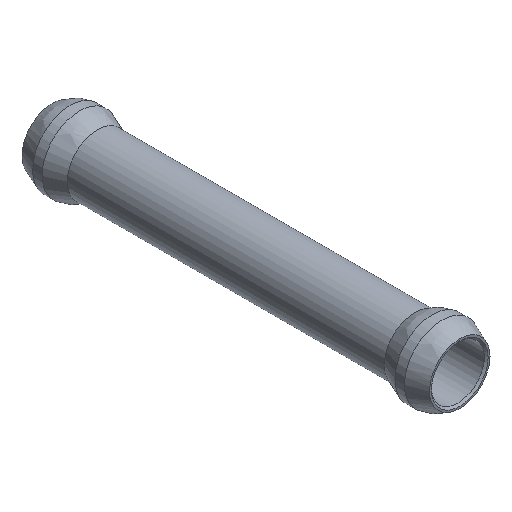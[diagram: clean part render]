
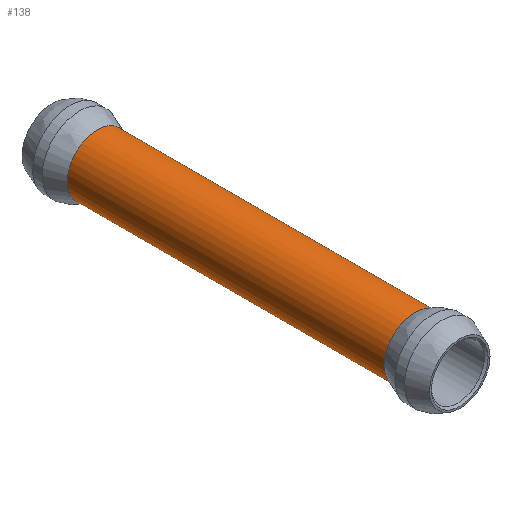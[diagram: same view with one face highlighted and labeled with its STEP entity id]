
A CAD part, isometric view. The second image highlights one B-rep face of the part: STEP entity #138.
In plain terms, the highlighted cylindrical face has radius 12.7 mm (diameter 25.4 mm), a full revolution.
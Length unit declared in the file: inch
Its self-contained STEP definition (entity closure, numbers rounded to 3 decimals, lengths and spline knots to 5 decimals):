
#37 = VERTEX_POINT ( 'NONE', #327 ) ;
#38 = ORIENTED_EDGE ( 'NONE', *, *, #430, .F. ) ;
#42 = EDGE_CURVE ( 'NONE', #285, #285, #260, .T. ) ;
#68 = CIRCLE ( 'NONE', #376, 0.5 ) ;
#96 = AXIS2_PLACEMENT_3D ( 'NONE', #156, #159, #334 ) ;
#100 = CARTESIAN_POINT ( 'NONE',  ( 0., 6.375, 0. ) ) ;
#134 = CARTESIAN_POINT ( 'NONE',  ( 0., 0.375, 0. ) ) ;
#138 = ADVANCED_FACE ( 'NONE', ( #176, #180 ), #481, .T. ) ;
#156 = CARTESIAN_POINT ( 'NONE',  ( 0., 5.625, 0. ) ) ;
#159 = DIRECTION ( 'NONE',  ( 0., 1., 0. ) ) ;
#176 = FACE_OUTER_BOUND ( 'NONE', #322, .T. ) ;
#180 = FACE_OUTER_BOUND ( 'NONE', #286, .T. ) ;
#189 = CARTESIAN_POINT ( 'NONE',  ( 0., 5.625, 0.5 ) ) ;
#230 = ORIENTED_EDGE ( 'NONE', *, *, #42, .F. ) ;
#260 = CIRCLE ( 'NONE', #96, 0.5 ) ;
#285 = VERTEX_POINT ( 'NONE', #189 ) ;
#286 = EDGE_LOOP ( 'NONE', ( #230 ) ) ;
#322 = EDGE_LOOP ( 'NONE', ( #38 ) ) ;
#327 = CARTESIAN_POINT ( 'NONE',  ( 0., 0.375, 0.5 ) ) ;
#334 = DIRECTION ( 'NONE',  ( 0., 0., 1. ) ) ;
#350 = DIRECTION ( 'NONE',  ( 0., 1., 0. ) ) ;
#376 = AXIS2_PLACEMENT_3D ( 'NONE', #134, #435, #428 ) ;
#428 = DIRECTION ( 'NONE',  ( 0., 0., 1. ) ) ;
#430 = EDGE_CURVE ( 'NONE', #37, #37, #68, .T. ) ;
#435 = DIRECTION ( 'NONE',  ( 0., -1., 0. ) ) ;
#481 = CYLINDRICAL_SURFACE ( 'NONE', #524, 0.5 ) ;
#514 = DIRECTION ( 'NONE',  ( 0., 0., 1. ) ) ;
#524 = AXIS2_PLACEMENT_3D ( 'NONE', #100, #350, #514 ) ;
